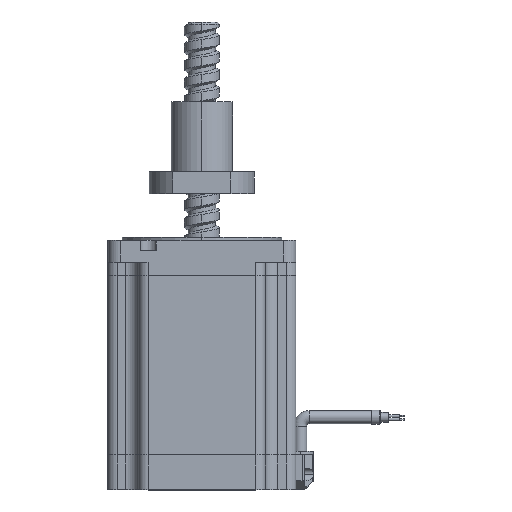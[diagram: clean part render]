
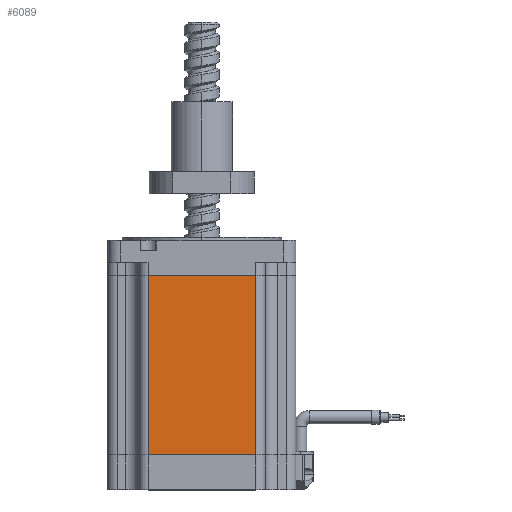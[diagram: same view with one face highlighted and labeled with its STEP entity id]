
A CAD part, top view. The second image highlights one B-rep face of the part: STEP entity #6089.
In plain terms, the highlighted planar face has unit normal (0, 0, 1).
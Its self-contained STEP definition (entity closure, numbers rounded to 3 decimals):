
#307 = CARTESIAN_POINT ( 'NONE',  ( 37.3, -6.008, 43. ) ) ;
#751 = ORIENTED_EDGE ( 'NONE', *, *, #6359, .F. ) ;
#1130 = DIRECTION ( 'NONE',  ( -1., 0., 0. ) ) ;
#1170 = VERTEX_POINT ( 'NONE', #3529 ) ;
#1613 = LINE ( 'NONE', #307, #11272 ) ;
#2172 = CARTESIAN_POINT ( 'NONE',  ( 24.65, -87.992, 43. ) ) ;
#2604 = DIRECTION ( 'NONE',  ( 0., 1., 0. ) ) ;
#2643 = AXIS2_PLACEMENT_3D ( 'NONE', #16143, #10896, #1130 ) ;
#3529 = CARTESIAN_POINT ( 'NONE',  ( -24.65, -6.008, 43. ) ) ;
#4691 = VECTOR ( 'NONE', #4702, 1000. ) ;
#4702 = DIRECTION ( 'NONE',  ( 0., 1., 0. ) ) ;
#5307 = VERTEX_POINT ( 'NONE', #2172 ) ;
#5376 = LINE ( 'NONE', #7764, #12078 ) ;
#5454 = EDGE_CURVE ( 'NONE', #5307, #8841, #10120, .T. ) ;
#6089 = ADVANCED_FACE ( 'NONE', ( #7277 ), #12288, .F. ) ;
#6359 = EDGE_CURVE ( 'NONE', #8841, #1170, #5376, .T. ) ;
#6958 = ORIENTED_EDGE ( 'NONE', *, *, #8395, .F. ) ;
#7112 = EDGE_CURVE ( 'NONE', #5307, #14908, #15955, .T. ) ;
#7191 = EDGE_LOOP ( 'NONE', ( #13328, #8096, #6958, #751 ) ) ;
#7277 = FACE_OUTER_BOUND ( 'NONE', #7191, .T. ) ;
#7764 = CARTESIAN_POINT ( 'NONE',  ( -24.65, -104., 43. ) ) ;
#8096 = ORIENTED_EDGE ( 'NONE', *, *, #7112, .T. ) ;
#8395 = EDGE_CURVE ( 'NONE', #1170, #14908, #1613, .T. ) ;
#8841 = VERTEX_POINT ( 'NONE', #14889 ) ;
#10120 = LINE ( 'NONE', #12745, #10999 ) ;
#10896 = DIRECTION ( 'NONE',  ( 0., 0., -1. ) ) ;
#10999 = VECTOR ( 'NONE', #11428, 1000. ) ;
#11272 = VECTOR ( 'NONE', #15310, 1000. ) ;
#11428 = DIRECTION ( 'NONE',  ( -1., 0., 0. ) ) ;
#12078 = VECTOR ( 'NONE', #2604, 1000. ) ;
#12288 = PLANE ( 'NONE',  #2643 ) ;
#12346 = CARTESIAN_POINT ( 'NONE',  ( 24.65, -104., 43. ) ) ;
#12745 = CARTESIAN_POINT ( 'NONE',  ( 37.3, -87.992, 43. ) ) ;
#13328 = ORIENTED_EDGE ( 'NONE', *, *, #5454, .F. ) ;
#14889 = CARTESIAN_POINT ( 'NONE',  ( -24.65, -87.992, 43. ) ) ;
#14908 = VERTEX_POINT ( 'NONE', #15152 ) ;
#15152 = CARTESIAN_POINT ( 'NONE',  ( 24.65, -6.008, 43. ) ) ;
#15310 = DIRECTION ( 'NONE',  ( 1., 0., 0. ) ) ;
#15955 = LINE ( 'NONE', #12346, #4691 ) ;
#16143 = CARTESIAN_POINT ( 'NONE',  ( 37.3, 10., 43. ) ) ;
